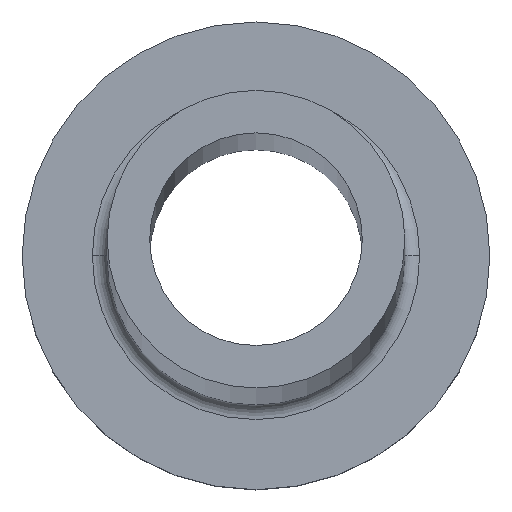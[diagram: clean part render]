
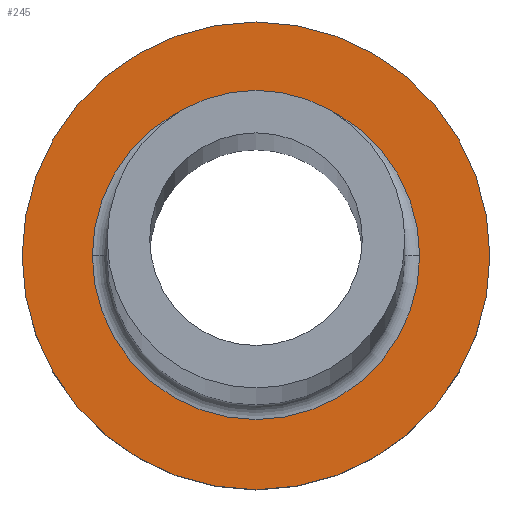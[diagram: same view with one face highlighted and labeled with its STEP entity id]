
A CAD part, top view. The second image highlights one B-rep face of the part: STEP entity #245.
In plain terms, the highlighted planar face has unit normal (0, 0, 1).
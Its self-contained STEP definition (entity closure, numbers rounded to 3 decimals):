
#2 = DIRECTION ( 'NONE',  ( 0., 0., 1. ) ) ;
#3 = VERTEX_POINT ( 'NONE', #300 ) ;
#4 = EDGE_CURVE ( 'NONE', #3, #270, #242, .T. ) ;
#11 = EDGE_CURVE ( 'NONE', #31, #211, #101, .T. ) ;
#12 = DIRECTION ( 'NONE',  ( 0., 0., -1. ) ) ;
#31 = VERTEX_POINT ( 'NONE', #109 ) ;
#38 = DIRECTION ( 'NONE',  ( 0., 0., 1. ) ) ;
#64 = CARTESIAN_POINT ( 'NONE',  ( 0., 0., 7. ) ) ;
#69 = ORIENTED_EDGE ( 'NONE', *, *, #11, .T. ) ;
#81 = AXIS2_PLACEMENT_3D ( 'NONE', #276, #12, #167 ) ;
#98 = ORIENTED_EDGE ( 'NONE', *, *, #4, .T. ) ;
#100 = DIRECTION ( 'NONE',  ( 0., 0., 1. ) ) ;
#101 = CIRCLE ( 'NONE', #81, 7.7 ) ;
#108 = CARTESIAN_POINT ( 'NONE',  ( 0., 0., 7. ) ) ;
#109 = CARTESIAN_POINT ( 'NONE',  ( 7.7, 0., 7. ) ) ;
#114 = FACE_BOUND ( 'NONE', #208, .T. ) ;
#115 = EDGE_CURVE ( 'NONE', #211, #31, #359, .T. ) ;
#118 = AXIS2_PLACEMENT_3D ( 'NONE', #108, #38, #364 ) ;
#141 = CIRCLE ( 'NONE', #346, 11. ) ;
#146 = CARTESIAN_POINT ( 'NONE',  ( 0., 0., 7. ) ) ;
#154 = ORIENTED_EDGE ( 'NONE', *, *, #307, .T. ) ;
#167 = DIRECTION ( 'NONE',  ( 1., 0., 0. ) ) ;
#207 = CARTESIAN_POINT ( 'NONE',  ( 11., 0., 7. ) ) ;
#208 = EDGE_LOOP ( 'NONE', ( #69, #258 ) ) ;
#211 = VERTEX_POINT ( 'NONE', #334 ) ;
#224 = FACE_OUTER_BOUND ( 'NONE', #289, .T. ) ;
#228 = DIRECTION ( 'NONE',  ( 1., 0., 0. ) ) ;
#242 = CIRCLE ( 'NONE', #118, 11. ) ;
#245 = ADVANCED_FACE ( 'NONE', ( #114, #224 ), #291, .T. ) ;
#247 = CARTESIAN_POINT ( 'NONE',  ( 0., 0., 7. ) ) ;
#258 = ORIENTED_EDGE ( 'NONE', *, *, #115, .T. ) ;
#259 = DIRECTION ( 'NONE',  ( 1., 0., 0. ) ) ;
#269 = AXIS2_PLACEMENT_3D ( 'NONE', #247, #308, #228 ) ;
#270 = VERTEX_POINT ( 'NONE', #207 ) ;
#274 = AXIS2_PLACEMENT_3D ( 'NONE', #64, #100, #349 ) ;
#276 = CARTESIAN_POINT ( 'NONE',  ( 0., 0., 7. ) ) ;
#289 = EDGE_LOOP ( 'NONE', ( #98, #154 ) ) ;
#291 = PLANE ( 'NONE',  #274 ) ;
#300 = CARTESIAN_POINT ( 'NONE',  ( -11., 0., 7. ) ) ;
#307 = EDGE_CURVE ( 'NONE', #270, #3, #141, .T. ) ;
#308 = DIRECTION ( 'NONE',  ( 0., 0., -1. ) ) ;
#334 = CARTESIAN_POINT ( 'NONE',  ( -7.7, 0., 7. ) ) ;
#346 = AXIS2_PLACEMENT_3D ( 'NONE', #146, #2, #259 ) ;
#349 = DIRECTION ( 'NONE',  ( 1., 0., 0. ) ) ;
#359 = CIRCLE ( 'NONE', #269, 7.7 ) ;
#364 = DIRECTION ( 'NONE',  ( 1., 0., 0. ) ) ;
